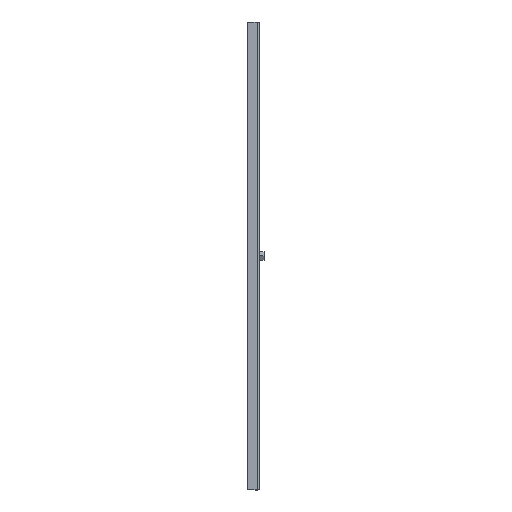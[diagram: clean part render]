
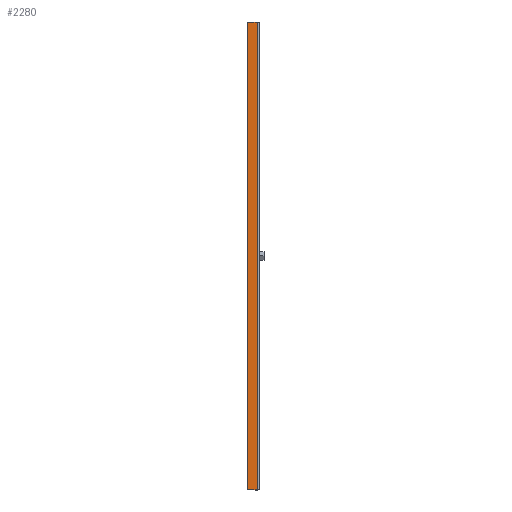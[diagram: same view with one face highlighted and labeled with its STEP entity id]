
A CAD part, left-side view. The second image highlights one B-rep face of the part: STEP entity #2280.
In plain terms, the highlighted planar face has unit normal (-1, 0, 0).
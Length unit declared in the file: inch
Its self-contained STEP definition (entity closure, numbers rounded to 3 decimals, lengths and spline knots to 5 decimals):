
#54 = LINE ( 'NONE', #5418, #2480 ) ;
#227 = VECTOR ( 'NONE', #4165, 39.37008 ) ;
#321 = CARTESIAN_POINT ( 'NONE',  ( -22.25, 0.143, 15.2485 ) ) ;
#368 = EDGE_CURVE ( 'NONE', #4705, #5467, #3986, .T. ) ;
#749 = DIRECTION ( 'NONE',  ( 0., 0., -1. ) ) ;
#823 = DIRECTION ( 'NONE',  ( 0., 0., -1. ) ) ;
#943 = ORIENTED_EDGE ( 'NONE', *, *, #4051, .F. ) ;
#1095 = ORIENTED_EDGE ( 'NONE', *, *, #368, .T. ) ;
#1256 = AXIS2_PLACEMENT_3D ( 'NONE', #3133, #4005, #2266 ) ;
#1624 = CARTESIAN_POINT ( 'NONE',  ( -22.25, 0.095, -15.2485 ) ) ;
#1796 = EDGE_CURVE ( 'NONE', #4705, #1927, #54, .T. ) ;
#1927 = VERTEX_POINT ( 'NONE', #5328 ) ;
#2153 = CARTESIAN_POINT ( 'NONE',  ( -22.25, 0.75, -15.2485 ) ) ;
#2266 = DIRECTION ( 'NONE',  ( 0., -1., 0. ) ) ;
#2280 = ADVANCED_FACE ( 'NONE', ( #2886 ), #5231, .T. ) ;
#2480 = VECTOR ( 'NONE', #4554, 39.37008 ) ;
#2736 = LINE ( 'NONE', #321, #3934 ) ;
#2788 = EDGE_LOOP ( 'NONE', ( #4958, #1095, #4095, #943 ) ) ;
#2886 = FACE_OUTER_BOUND ( 'NONE', #2788, .T. ) ;
#3133 = CARTESIAN_POINT ( 'NONE',  ( -22.25, 0.08549, -15.2485 ) ) ;
#3207 = LINE ( 'NONE', #1624, #227 ) ;
#3211 = VERTEX_POINT ( 'NONE', #3394 ) ;
#3394 = CARTESIAN_POINT ( 'NONE',  ( -22.25, 0.143, -15.2485 ) ) ;
#3585 = VECTOR ( 'NONE', #823, 39.37008 ) ;
#3934 = VECTOR ( 'NONE', #749, 39.37008 ) ;
#3986 = LINE ( 'NONE', #4572, #3585 ) ;
#4005 = DIRECTION ( 'NONE',  ( -1., 0., 0. ) ) ;
#4051 = EDGE_CURVE ( 'NONE', #1927, #3211, #2736, .T. ) ;
#4061 = CARTESIAN_POINT ( 'NONE',  ( -22.25, 0.75, 15.2485 ) ) ;
#4095 = ORIENTED_EDGE ( 'NONE', *, *, #4503, .F. ) ;
#4165 = DIRECTION ( 'NONE',  ( 0., 1., 0. ) ) ;
#4503 = EDGE_CURVE ( 'NONE', #3211, #5467, #3207, .T. ) ;
#4554 = DIRECTION ( 'NONE',  ( 0., -1., 0. ) ) ;
#4572 = CARTESIAN_POINT ( 'NONE',  ( -22.25, 0.75, -15.2485 ) ) ;
#4705 = VERTEX_POINT ( 'NONE', #4061 ) ;
#4958 = ORIENTED_EDGE ( 'NONE', *, *, #1796, .F. ) ;
#5231 = PLANE ( 'NONE',  #1256 ) ;
#5328 = CARTESIAN_POINT ( 'NONE',  ( -22.25, 0.143, 15.2485 ) ) ;
#5418 = CARTESIAN_POINT ( 'NONE',  ( -22.25, 0.095, 15.2485 ) ) ;
#5467 = VERTEX_POINT ( 'NONE', #2153 ) ;
